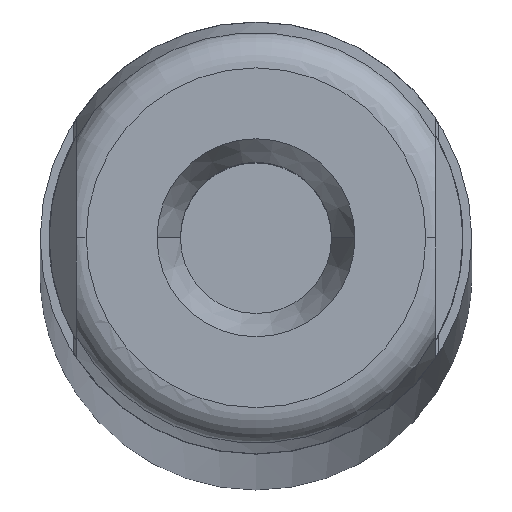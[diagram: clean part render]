
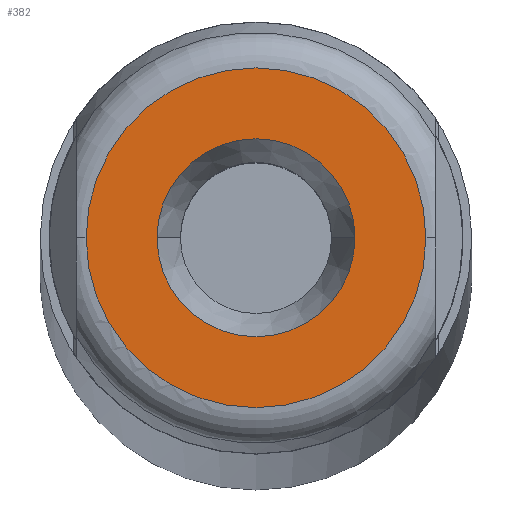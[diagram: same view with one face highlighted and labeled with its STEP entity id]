
A CAD part, top view. The second image highlights one B-rep face of the part: STEP entity #382.
In plain terms, the highlighted planar face has unit normal (0, 0, 1).
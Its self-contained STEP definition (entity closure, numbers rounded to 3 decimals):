
#26 = EDGE_CURVE ( 'NONE', #210, #213, #618, .T. ) ;
#87 = EDGE_CURVE ( 'NONE', #90, #91, #689, .T. ) ;
#90 = VERTEX_POINT ( 'NONE', #679 ) ;
#91 = VERTEX_POINT ( 'NONE', #678 ) ;
#210 = VERTEX_POINT ( 'NONE', #982 ) ;
#213 = VERTEX_POINT ( 'NONE', #981 ) ;
#382 = ADVANCED_FACE ( 'NONE', ( #1299, #1298 ), #1240, .F. ) ;
#383 = EDGE_LOOP ( 'NONE', ( #384, #386 ) ) ;
#384 = ORIENTED_EDGE ( 'NONE', *, *, #385, .F. ) ;
#385 = EDGE_CURVE ( 'NONE', #91, #90, #1291, .T. ) ;
#386 = ORIENTED_EDGE ( 'NONE', *, *, #87, .F. ) ;
#394 = EDGE_LOOP ( 'NONE', ( #395, #396 ) ) ;
#395 = ORIENTED_EDGE ( 'NONE', *, *, #26, .T. ) ;
#396 = ORIENTED_EDGE ( 'NONE', *, *, #397, .T. ) ;
#397 = EDGE_CURVE ( 'NONE', #213, #210, #1276, .T. ) ;
#566 = DIRECTION ( 'NONE',  ( 1., 0., 0. ) ) ;
#615 = DIRECTION ( 'NONE',  ( 0., 0., 1. ) ) ;
#616 = CARTESIAN_POINT ( 'NONE',  ( 0., 0., 0. ) ) ;
#617 = AXIS2_PLACEMENT_3D ( 'NONE', #616, #615, #566 ) ;
#618 = CIRCLE ( 'NONE', #617, 4.72 ) ;
#678 = CARTESIAN_POINT ( 'NONE',  ( 2.75, 0., 0. ) ) ;
#679 = CARTESIAN_POINT ( 'NONE',  ( -2.75, 0., 0. ) ) ;
#685 = DIRECTION ( 'NONE',  ( 1., 0., 0. ) ) ;
#686 = DIRECTION ( 'NONE',  ( 0., 0., 1. ) ) ;
#687 = CARTESIAN_POINT ( 'NONE',  ( 0., 0., 0. ) ) ;
#688 = AXIS2_PLACEMENT_3D ( 'NONE', #687, #686, #685 ) ;
#689 = CIRCLE ( 'NONE', #688, 2.75 ) ;
#981 = CARTESIAN_POINT ( 'NONE',  ( -4.72, 0., 0. ) ) ;
#982 = CARTESIAN_POINT ( 'NONE',  ( 4.72, 0., 0. ) ) ;
#1239 = AXIS2_PLACEMENT_3D ( 'NONE', #1270, #1269, #1268 ) ;
#1240 = PLANE ( 'NONE',  #1239 ) ;
#1251 = DIRECTION ( 'NONE',  ( 1., 0., 0. ) ) ;
#1267 = CARTESIAN_POINT ( 'NONE',  ( 0., 0., 0. ) ) ;
#1268 = DIRECTION ( 'NONE',  ( -1., 0., 0. ) ) ;
#1269 = DIRECTION ( 'NONE',  ( 0., 0., -1. ) ) ;
#1270 = CARTESIAN_POINT ( 'NONE',  ( 0., 0., 0. ) ) ;
#1276 = CIRCLE ( 'NONE', #1284, 4.72 ) ;
#1283 = CARTESIAN_POINT ( 'NONE',  ( 0., 0., 0. ) ) ;
#1284 = AXIS2_PLACEMENT_3D ( 'NONE', #1283, #1306, #1305 ) ;
#1289 = DIRECTION ( 'NONE',  ( 0., 0., 1. ) ) ;
#1290 = AXIS2_PLACEMENT_3D ( 'NONE', #1267, #1289, #1251 ) ;
#1291 = CIRCLE ( 'NONE', #1290, 2.75 ) ;
#1298 = FACE_OUTER_BOUND ( 'NONE', #394, .T. ) ;
#1299 = FACE_BOUND ( 'NONE', #383, .T. ) ;
#1305 = DIRECTION ( 'NONE',  ( 1., 0., 0. ) ) ;
#1306 = DIRECTION ( 'NONE',  ( 0., 0., 1. ) ) ;
